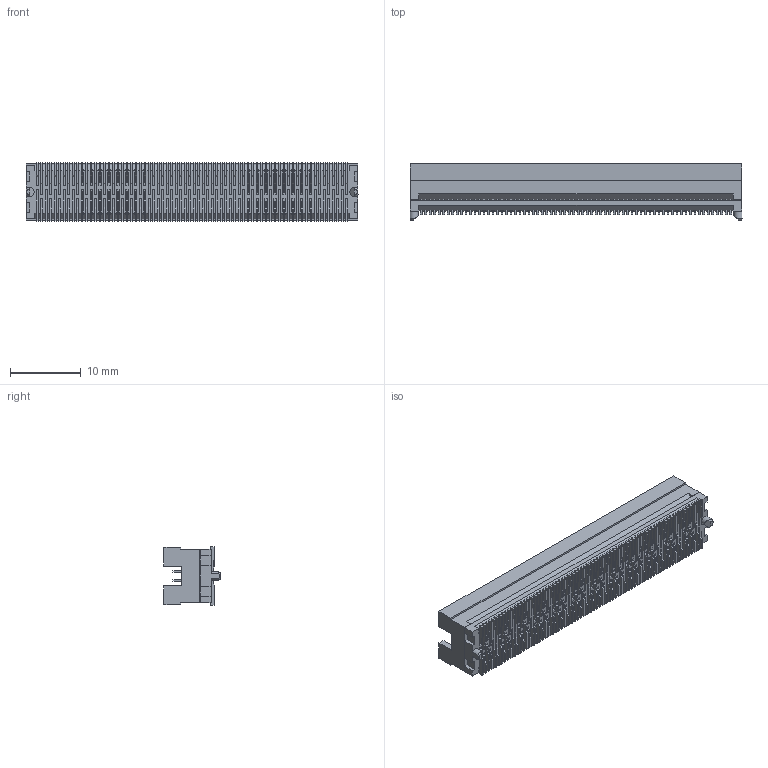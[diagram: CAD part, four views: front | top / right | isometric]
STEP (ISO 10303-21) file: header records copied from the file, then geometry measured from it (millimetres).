
FILE_DESCRIPTION((''),'2;1');
FILE_NAME('FBB12709_ASM','2026-03-16T18:42:13',('gongchengVV'),(''),'CREO PARAMETRIC BY PTC INC, 2020033','CREO PARAMETRIC BY PTC INC, 2020033','');
FILE_SCHEMA(('CONFIG_CONTROL_DESIGN'));
Products named in the file (1): FBB12709_ASM
Bounding box: 46.99 x 7.97 x 8.27 mm (x, y, z)
Volume: 1237.9 mm3; surface area: 4049.9 mm2
Topology: 1 solids, 1 shells, 5238 faces, 14747 edges, 9830 vertices
Faces by surface type: plane 5024, cylinder 212, cone 2
Entity records: 166510 total; most frequent: CARTESIAN_POINT 29880, ORIENTED_EDGE 29494, DIRECTION 25643, EDGE_CURVE 14747, VECTOR 14311, LINE 14311, VERTEX_POINT 9830, EDGE_LOOP 5835
